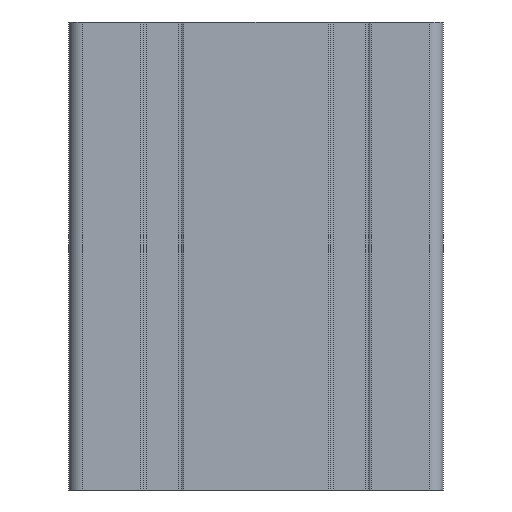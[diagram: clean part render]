
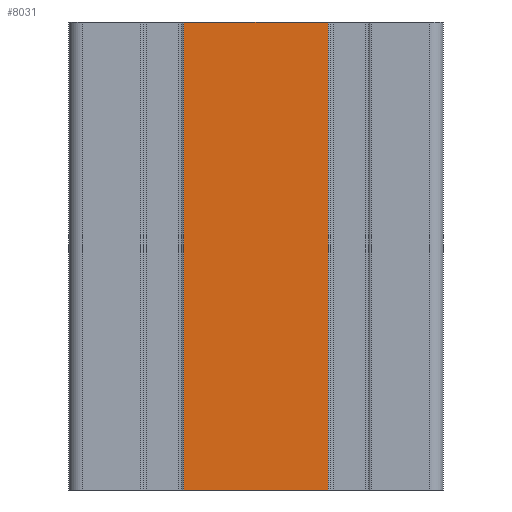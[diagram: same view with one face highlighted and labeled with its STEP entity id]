
A CAD part, left-side view. The second image highlights one B-rep face of the part: STEP entity #8031.
In plain terms, the highlighted planar face has unit normal (-1, 0, 0).
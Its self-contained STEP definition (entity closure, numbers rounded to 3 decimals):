
#165=PLANE('',#8859);
#491=FACE_OUTER_BOUND('',#933,.T.);
#933=EDGE_LOOP('',(#6909,#6910,#6911,#6912));
#1209=LINE('',#11911,#2009);
#1328=LINE('',#12399,#2128);
#1739=LINE('',#13594,#2539);
#1741=LINE('',#13597,#2541);
#2009=VECTOR('',#9353,30.8);
#2128=VECTOR('',#9728,30.8);
#2539=VECTOR('',#10983,100.);
#2541=VECTOR('',#10987,100.);
#3328=VERTEX_POINT('',#11908);
#3329=VERTEX_POINT('',#11910);
#3569=VERTEX_POINT('',#12396);
#3570=VERTEX_POINT('',#12398);
#4146=EDGE_CURVE('',#3328,#3329,#1209,.T.);
#4390=EDGE_CURVE('',#3569,#3570,#1328,.T.);
#4987=EDGE_CURVE('',#3329,#3569,#1739,.T.);
#4989=EDGE_CURVE('',#3570,#3328,#1741,.T.);
#6909=ORIENTED_EDGE('',*,*,#4987,.F.);
#6910=ORIENTED_EDGE('',*,*,#4146,.F.);
#6911=ORIENTED_EDGE('',*,*,#4989,.F.);
#6912=ORIENTED_EDGE('',*,*,#4390,.F.);
#8031=ADVANCED_FACE('',(#491),#165,.T.);
#8859=AXIS2_PLACEMENT_3D('',#13596,#10985,#10986);
#9353=DIRECTION('',(0.,-1.,0.));
#9728=DIRECTION('',(0.,1.,0.));
#10983=DIRECTION('',(0.,0.,-1.));
#10985=DIRECTION('center_axis',(-1.,0.,0.));
#10986=DIRECTION('ref_axis',(0.,-1.,0.));
#10987=DIRECTION('',(0.,0.,1.));
#11908=CARTESIAN_POINT('',(-80.,15.4,100.));
#11910=CARTESIAN_POINT('',(-80.,-15.4,100.));
#11911=CARTESIAN_POINT('',(-80.,-37.,100.));
#12396=CARTESIAN_POINT('',(-80.,-15.4,0.));
#12398=CARTESIAN_POINT('',(-80.,15.4,0.));
#12399=CARTESIAN_POINT('',(-80.,-37.,0.));
#13594=CARTESIAN_POINT('',(-80.,-15.4,0.));
#13596=CARTESIAN_POINT('Origin',(-80.,37.,0.));
#13597=CARTESIAN_POINT('',(-80.,15.4,0.));
